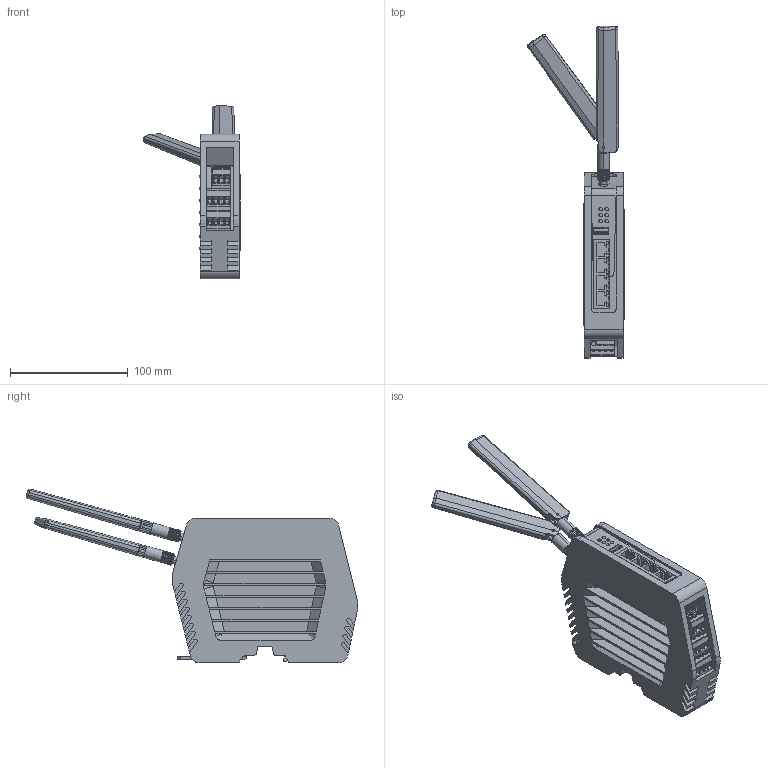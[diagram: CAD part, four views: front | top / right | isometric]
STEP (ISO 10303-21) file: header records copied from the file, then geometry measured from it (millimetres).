
FILE_DESCRIPTION(('CATIA V5 STEP Exchange','CAx-IF Rec.Pracs.--- Model Styling and Organization---1.5--- 2016-08-15','CAx-IF Rec.Pracs.---Supplemental Geometry---1.0---2011-11-01','CAx-IF Rec.Pracs.--- Composite Materials ---1.1---2010-07-15'),'2;1');
FILE_NAME ('1441546-2_2', '2024-06-11T04:18:58+00:00', ('none'), ('Weidmueller'), 'CATIA Version 5-6 Release 2022 SP4 HF5', 'CATIA V5 STEP AP214 v3', 'none');
FILE_SCHEMA(('AUTOMOTIVE_DESIGN { 1 0 10303 214 1 1 1 1 }'));
Length unit declared in the file: millimetre
Products named in the file (1): S3D_IE_SR_4GT_LTE
Bounding box: 81.95 x 281.84 x 147.72 mm (x, y, z)
Volume: 540796.5 mm3; surface area: 92898.5 mm2
Topology: 9 solids, 9 shells, 1319 faces, 3769 edges, 2515 vertices
Faces by surface type: plane 877, cylinder 313, extrusion 97, cone 20, sphere 8, torus 2, bspline 2
Entity records: 45484 total; most frequent: CARTESIAN_POINT 11993, ORIENTED_EDGE 7522, DIRECTION 5105, EDGE_CURVE 3761, VECTOR 2763, LINE 2666, VERTEX_POINT 2515, AXIS2_PLACEMENT_3D 1445
